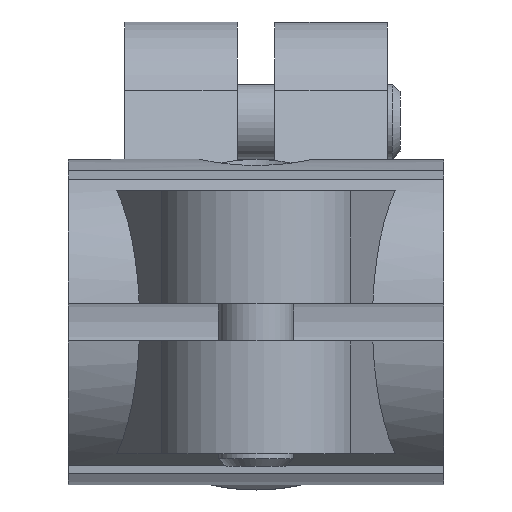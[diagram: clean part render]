
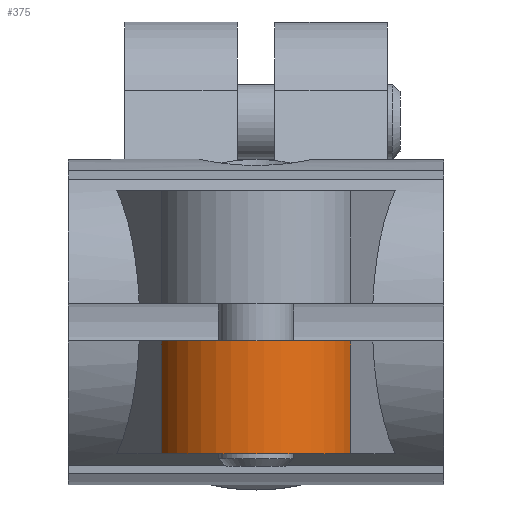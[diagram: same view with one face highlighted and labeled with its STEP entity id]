
A CAD part, left-side view. The second image highlights one B-rep face of the part: STEP entity #375.
In plain terms, the highlighted cylindrical face has radius 8 mm (diameter 16 mm), a partial arc.
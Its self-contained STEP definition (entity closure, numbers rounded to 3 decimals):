
#375 = ADVANCED_FACE( '', ( #794 ), #795, .T. );
#794 = FACE_OUTER_BOUND( '', #1310, .T. );
#795 = CYLINDRICAL_SURFACE( '', #1311, 8. );
#1310 = EDGE_LOOP( '', ( #2174, #2175, #2176, #2177 ) );
#1311 = AXIS2_PLACEMENT_3D( '', #2178, #2179, #2180 );
#2174 = ORIENTED_EDGE( '', *, *, #3205, .F. );
#2175 = ORIENTED_EDGE( '', *, *, #3206, .T. );
#2176 = ORIENTED_EDGE( '', *, *, #2963, .T. );
#2177 = ORIENTED_EDGE( '', *, *, #3089, .F. );
#2178 = CARTESIAN_POINT( '', ( -15.5, 15., 10.5 ) );
#2179 = DIRECTION( '', ( 0., 0., 1. ) );
#2180 = DIRECTION( '', ( -1., 0., 0. ) );
#2963 = EDGE_CURVE( '', #3510, #3514, #3516, .T. );
#3089 = EDGE_CURVE( '', #3726, #3514, #3728, .T. );
#3205 = EDGE_CURVE( '', #3903, #3726, #3904, .T. );
#3206 = EDGE_CURVE( '', #3903, #3510, #3905, .T. );
#3510 = VERTEX_POINT( '', #4287 );
#3514 = VERTEX_POINT( '', #4293 );
#3516 = CIRCLE( '', #4296, 8. );
#3726 = VERTEX_POINT( '', #4774 );
#3728 = LINE( '', #4777, #4778 );
#3903 = VERTEX_POINT( '', #5028 );
#3904 = CIRCLE( '', #5029, 8. );
#3905 = LINE( '', #5030, #5031 );
#4287 = CARTESIAN_POINT( '', ( -18.073, 22.575, -10.5 ) );
#4293 = CARTESIAN_POINT( '', ( -18.073, 7.425, -10.5 ) );
#4296 = AXIS2_PLACEMENT_3D( '', #5527, #5528, #5529 );
#4774 = CARTESIAN_POINT( '', ( -18.073, 7.425, -1.5 ) );
#4777 = CARTESIAN_POINT( '', ( -18.073, 7.425, 10.5 ) );
#4778 = VECTOR( '', #5665, 1000. );
#5028 = CARTESIAN_POINT( '', ( -18.073, 22.575, -1.5 ) );
#5029 = AXIS2_PLACEMENT_3D( '', #5788, #5789, #5790 );
#5030 = CARTESIAN_POINT( '', ( -18.073, 22.575, 10.5 ) );
#5031 = VECTOR( '', #5791, 1000. );
#5527 = CARTESIAN_POINT( '', ( -15.5, 15., -10.5 ) );
#5528 = DIRECTION( '', ( 0., 0., 1. ) );
#5529 = DIRECTION( '', ( 1., 0., 0. ) );
#5665 = DIRECTION( '', ( 0., 0., -1. ) );
#5788 = CARTESIAN_POINT( '', ( -15.5, 15., -1.5 ) );
#5789 = DIRECTION( '', ( 0., 0., 1. ) );
#5790 = DIRECTION( '', ( 1., 0., 0. ) );
#5791 = DIRECTION( '', ( 0., 0., -1. ) );
